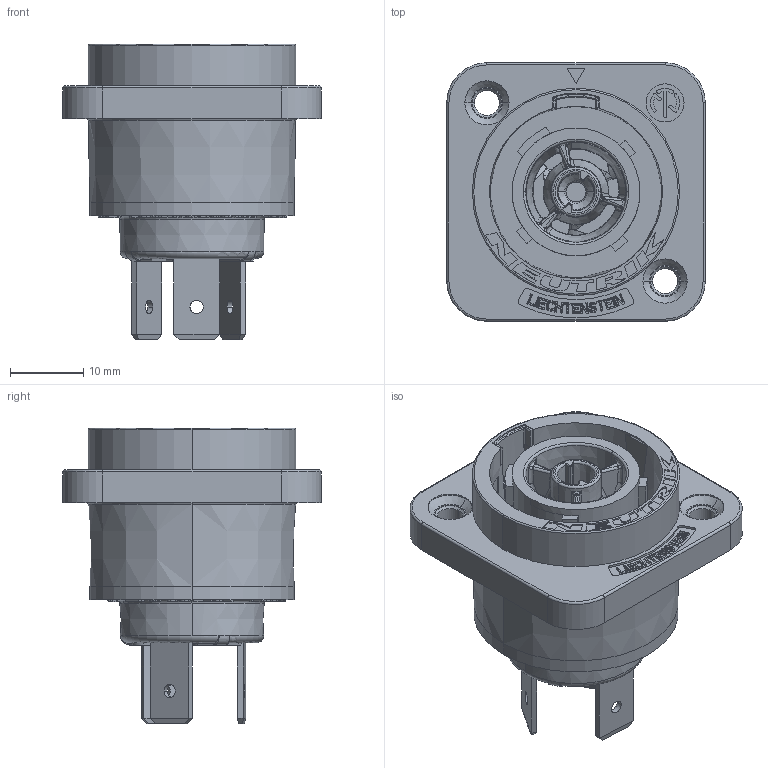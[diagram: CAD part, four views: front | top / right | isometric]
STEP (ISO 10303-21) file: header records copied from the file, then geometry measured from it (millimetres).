
FILE_DESCRIPTION((''),'2;1');
FILE_NAME('30009237','2021-09-29T10:42:13',('thomas.schmiedl'),(''),'CREO PARAMETRIC BY PTC INC, 2019080','CREO PARAMETRIC BY PTC INC, 2019080','');
FILE_SCHEMA(('CONFIG_CONTROL_DESIGN'));
Products named in the file (1): 30009237
Bounding box: 35.4 x 35.4 x 40.5 mm (x, y, z)
Volume: 15968.3 mm3; surface area: 8747.7 mm2
Topology: 1 solids, 1 shells, 1717 faces, 4511 edges, 2883 vertices
Faces by surface type: plane 772, bspline 404, cylinder 234, torus 113, extrusion 103, cone 78, sphere 13
Entity records: 62662 total; most frequent: CARTESIAN_POINT 23484, ORIENTED_EDGE 9022, DIRECTION 6626, EDGE_CURVE 4511, VERTEX_POINT 2883, VECTOR 2468, LINE 2365, AXIS2_PLACEMENT_3D 2079
